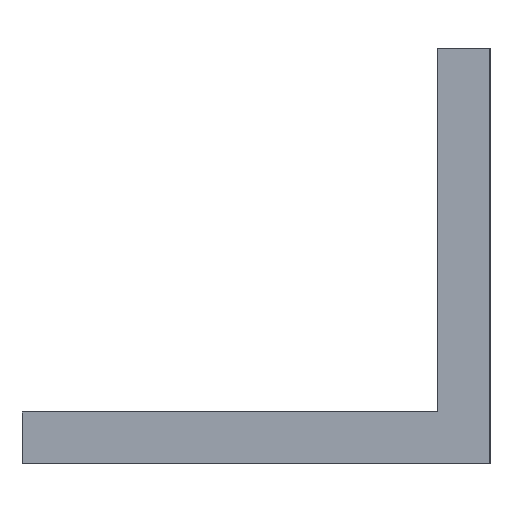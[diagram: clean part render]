
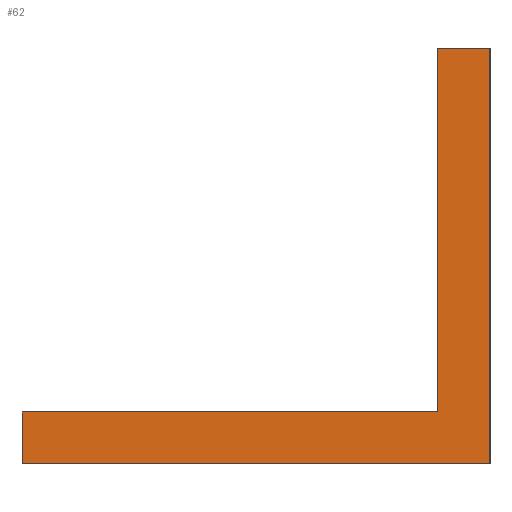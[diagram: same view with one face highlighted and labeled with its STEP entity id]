
A CAD part, left-side view. The second image highlights one B-rep face of the part: STEP entity #62.
In plain terms, the highlighted planar face has unit normal (-1, 0, 0).
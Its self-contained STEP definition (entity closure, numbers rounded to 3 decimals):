
#12 = CARTESIAN_POINT ( 'NONE',  ( -118.257, 9., -10.872 ) ) ;
#38 = CARTESIAN_POINT ( 'NONE',  ( -118.257, 9., -9.872 ) ) ;
#45 = CARTESIAN_POINT ( 'NONE',  ( -118.257, 9., -9.872 ) ) ;
#60 = LINE ( 'NONE', #600, #695 ) ;
#62 = ADVANCED_FACE ( 'NONE', ( #71 ), #745, .F. ) ;
#65 = DIRECTION ( 'NONE',  ( 0., 0., 1. ) ) ;
#71 = FACE_OUTER_BOUND ( 'NONE', #519, .T. ) ;
#77 = DIRECTION ( 'NONE',  ( 0., -1., 0. ) ) ;
#80 = EDGE_CURVE ( 'NONE', #444, #853, #60, .T. ) ;
#85 = ORIENTED_EDGE ( 'NONE', *, *, #716, .T. ) ;
#94 = VERTEX_POINT ( 'NONE', #342 ) ;
#123 = DIRECTION ( 'NONE',  ( 0., -1., 0. ) ) ;
#135 = CARTESIAN_POINT ( 'NONE',  ( -118.257, 0., -10.872 ) ) ;
#162 = CARTESIAN_POINT ( 'NONE',  ( -118.257, 1., -2.872 ) ) ;
#191 = CARTESIAN_POINT ( 'NONE',  ( -118.257, 0., -10.872 ) ) ;
#208 = VECTOR ( 'NONE', #803, 1000. ) ;
#228 = LINE ( 'NONE', #162, #678 ) ;
#250 = AXIS2_PLACEMENT_3D ( 'NONE', #813, #399, #325 ) ;
#262 = EDGE_CURVE ( 'NONE', #853, #94, #228, .T. ) ;
#286 = DIRECTION ( 'NONE',  ( 0., 0., 1. ) ) ;
#288 = CARTESIAN_POINT ( 'NONE',  ( -118.257, 1., -2.872 ) ) ;
#296 = ORIENTED_EDGE ( 'NONE', *, *, #673, .T. ) ;
#325 = DIRECTION ( 'NONE',  ( 0., 0., -1. ) ) ;
#338 = LINE ( 'NONE', #405, #665 ) ;
#342 = CARTESIAN_POINT ( 'NONE',  ( -118.257, 0., -2.872 ) ) ;
#399 = DIRECTION ( 'NONE',  ( 1., 0., 0. ) ) ;
#400 = LINE ( 'NONE', #45, #697 ) ;
#405 = CARTESIAN_POINT ( 'NONE',  ( -118.257, 1., -10.872 ) ) ;
#406 = ORIENTED_EDGE ( 'NONE', *, *, #262, .F. ) ;
#411 = CARTESIAN_POINT ( 'NONE',  ( -118.257, 9., -10.872 ) ) ;
#420 = VERTEX_POINT ( 'NONE', #38 ) ;
#444 = VERTEX_POINT ( 'NONE', #453 ) ;
#453 = CARTESIAN_POINT ( 'NONE',  ( -118.257, 1., -9.872 ) ) ;
#482 = VERTEX_POINT ( 'NONE', #191 ) ;
#483 = ORIENTED_EDGE ( 'NONE', *, *, #80, .F. ) ;
#519 = EDGE_LOOP ( 'NONE', ( #296, #406, #483, #704, #541, #85 ) ) ;
#541 = ORIENTED_EDGE ( 'NONE', *, *, #740, .F. ) ;
#544 = VECTOR ( 'NONE', #286, 1000. ) ;
#560 = VERTEX_POINT ( 'NONE', #411 ) ;
#576 = DIRECTION ( 'NONE',  ( 0., -1., 0. ) ) ;
#584 = EDGE_CURVE ( 'NONE', #420, #444, #400, .T. ) ;
#600 = CARTESIAN_POINT ( 'NONE',  ( -118.257, 1., -10.872 ) ) ;
#624 = LINE ( 'NONE', #12, #544 ) ;
#665 = VECTOR ( 'NONE', #77, 1000. ) ;
#673 = EDGE_CURVE ( 'NONE', #482, #94, #747, .T. ) ;
#678 = VECTOR ( 'NONE', #576, 1000. ) ;
#695 = VECTOR ( 'NONE', #65, 1000. ) ;
#697 = VECTOR ( 'NONE', #123, 1000. ) ;
#704 = ORIENTED_EDGE ( 'NONE', *, *, #584, .F. ) ;
#716 = EDGE_CURVE ( 'NONE', #560, #482, #338, .T. ) ;
#740 = EDGE_CURVE ( 'NONE', #560, #420, #624, .T. ) ;
#745 = PLANE ( 'NONE',  #250 ) ;
#747 = LINE ( 'NONE', #135, #208 ) ;
#803 = DIRECTION ( 'NONE',  ( 0., 0., 1. ) ) ;
#813 = CARTESIAN_POINT ( 'NONE',  ( -118.257, 1., -10.872 ) ) ;
#853 = VERTEX_POINT ( 'NONE', #288 ) ;
